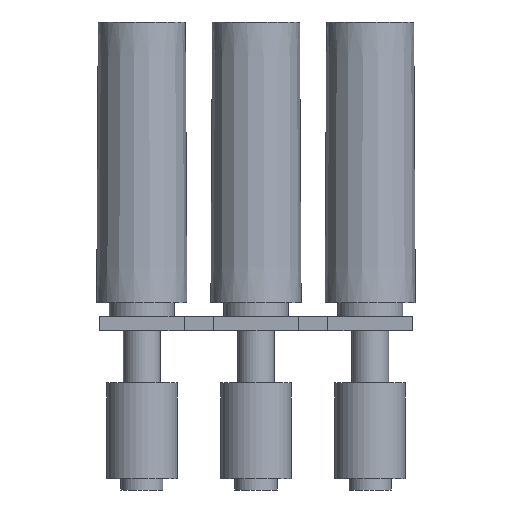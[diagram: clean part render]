
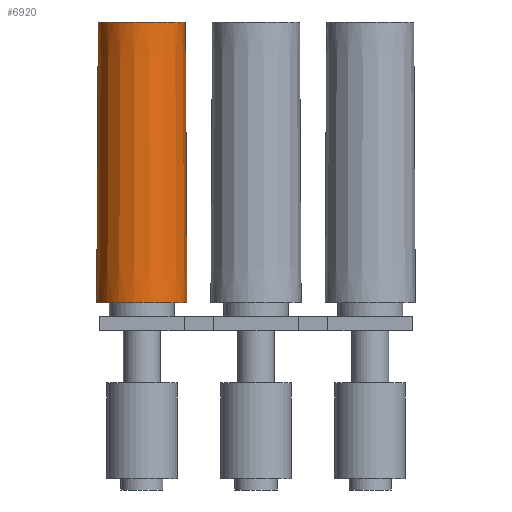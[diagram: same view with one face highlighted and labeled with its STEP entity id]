
A CAD part, front view. The second image highlights one B-rep face of the part: STEP entity #6920.
In plain terms, the highlighted conical face has half-angle 0.311 degrees and reference radius 3.1 mm.
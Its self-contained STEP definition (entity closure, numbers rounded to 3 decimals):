
#3600=CARTESIAN_POINT('',(21.94,5.6,
-10.01));
#3610=DIRECTION('',(0.,-1.,0.));
#3620=DIRECTION('',(-1.,0.,0.));
#3630=AXIS2_PLACEMENT_3D('',#3600,#3610,#3620);
#3640=CIRCLE('',#3630,3.2);
#3650=CARTESIAN_POINT('',(18.74,5.6,
-10.01));
#3660=VERTEX_POINT('',#3650);
#3670=CARTESIAN_POINT('',(25.14,5.6,
-10.01));
#3680=VERTEX_POINT('',#3670);
#3710=EDGE_CURVE('',#3680,#3660,#3640,.T.);
#6430=CARTESIAN_POINT('',(21.94,25.5,-10.01));
#6440=DIRECTION('',(0.,-1.,0.));
#6450=DIRECTION('',(-1.,0.,0.));
#6460=AXIS2_PLACEMENT_3D('',#6430,#6440,#6450);
#6470=CIRCLE('',#6460,3.092);
#6480=CARTESIAN_POINT('',(24.94,25.5,-9.262));
#6490=VERTEX_POINT('',#6480);
#6500=CARTESIAN_POINT('',(18.848,25.5,-10.01));
#6510=VERTEX_POINT('',#6500);
#6520=EDGE_CURVE('',#6490,#6510,#6470,.T.);
#6540=CARTESIAN_POINT('',(25.032,25.5,-10.01));
#6550=VERTEX_POINT('',#6540);
#6580=EDGE_CURVE('',#6550,#6490,#6470,.T.);
#6700=CARTESIAN_POINT('',(21.94,24.,-10.01));
#6710=DIRECTION('',(0.,-1.,0.));
#6720=DIRECTION('',(-1.,0.,0.));
#6730=AXIS2_PLACEMENT_3D('',#6700,#6710,#6720);
#6740=CONICAL_SURFACE('',#6730,3.1,0.005);
#6750=CARTESIAN_POINT('',(18.84,24.,-10.01));
#6760=DIRECTION('',(-0.005,-1.,0.));
#6770=VECTOR('',#6760,570.408);
#6780=LINE('',#6750,#6770);
#6790=EDGE_CURVE('',#6510,#3660,#6780,.T.);
#6800=ORIENTED_EDGE('',*,*,#6790,.T.);
#6810=ORIENTED_EDGE('',*,*,#6520,.T.);
#6820=ORIENTED_EDGE('',*,*,#6580,.T.);
#6830=CARTESIAN_POINT('',(25.04,24.,-10.01));
#6840=DIRECTION('',(0.005,-1.,0.));
#6850=VECTOR('',#6840,570.408);
#6860=LINE('',#6830,#6850);
#6870=EDGE_CURVE('',#6550,#3680,#6860,.T.);
#6880=ORIENTED_EDGE('',*,*,#6870,.F.);
#6890=ORIENTED_EDGE('',*,*,#3710,.F.);
#6900=EDGE_LOOP('',(#6890,#6880,#6820,#6810,#6800));
#6910=FACE_OUTER_BOUND('',#6900,.T.);
#6920=ADVANCED_FACE('',(#6910),#6740,.T.);
